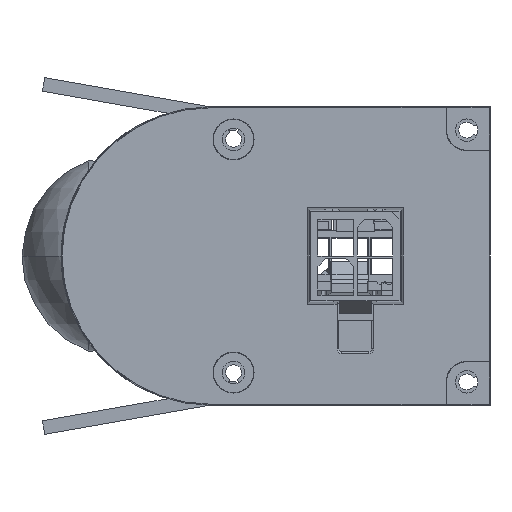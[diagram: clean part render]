
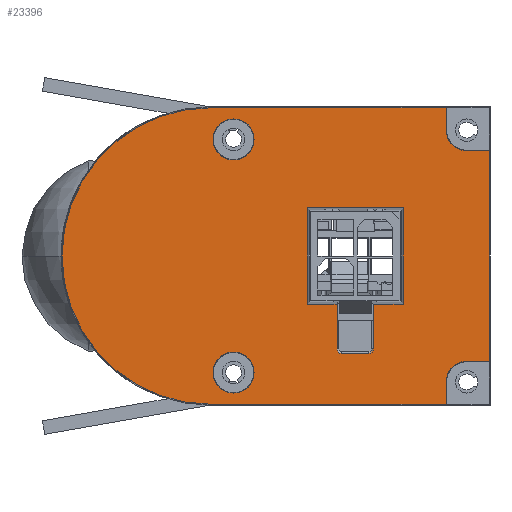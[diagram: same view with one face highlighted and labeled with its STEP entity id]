
A CAD part, left-side view. The second image highlights one B-rep face of the part: STEP entity #23396.
In plain terms, the highlighted face is planar.
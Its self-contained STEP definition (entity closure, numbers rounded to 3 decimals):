
#20851=CARTESIAN_POINT('',(12.5,-2.5,0.));
#20852=DIRECTION('',(0.,0.,1.));
#20853=DIRECTION('',(1.,0.,0.));
#20854=AXIS2_PLACEMENT_3D('',#20851,#20852,#20853);
#20856=CARTESIAN_POINT('',(12.5,-2.5,0.));
#20857=DIRECTION('',(0.,0.,1.));
#20858=DIRECTION('',(-1.,0.,0.));
#20859=AXIS2_PLACEMENT_3D('',#20856,#20857,#20858);
#20861=CARTESIAN_POINT('',(-12.5,-2.5,0.));
#20862=DIRECTION('',(0.,0.,1.));
#20863=DIRECTION('',(1.,0.,0.));
#20864=AXIS2_PLACEMENT_3D('',#20861,#20862,#20863);
#20866=CARTESIAN_POINT('',(-12.5,-2.5,0.));
#20867=DIRECTION('',(0.,0.,1.));
#20868=DIRECTION('',(-1.,0.,0.));
#20869=AXIS2_PLACEMENT_3D('',#20866,#20867,#20868);
#20871=DIRECTION('',(0.,1.,0.));
#20872=VECTOR('',#20871,3.2);
#20873=CARTESIAN_POINT('',(-5.15,-20.7,0.));
#20874=LINE('',#20873,#20872);
#20875=DIRECTION('',(-1.,0.,0.));
#20876=VECTOR('',#20875,10.3);
#20877=CARTESIAN_POINT('',(5.15,-20.7,0.));
#20878=LINE('',#20877,#20876);
#20879=DIRECTION('',(0.,-1.,0.));
#20880=VECTOR('',#20879,10.3);
#20881=CARTESIAN_POINT('',(5.15,-10.4,0.));
#20882=LINE('',#20881,#20880);
#20883=DIRECTION('',(1.,0.,0.));
#20884=VECTOR('',#20883,10.3);
#20885=CARTESIAN_POINT('',(-5.15,-10.4,0.));
#20886=LINE('',#20885,#20884);
#20887=DIRECTION('',(0.,1.,0.));
#20888=VECTOR('',#20887,3.2);
#20889=CARTESIAN_POINT('',(-5.15,-13.6,0.));
#20890=LINE('',#20889,#20888);
#20891=DIRECTION('',(-1.,0.,0.));
#20892=VECTOR('',#20891,4.8);
#20893=CARTESIAN_POINT('',(-5.15,-13.6,0.));
#20894=LINE('',#20893,#20892);
#20895=CARTESIAN_POINT('',(-9.95,-14.1,0.));
#20896=DIRECTION('',(0.,0.,1.));
#20897=DIRECTION('',(0.,1.,0.));
#20898=AXIS2_PLACEMENT_3D('',#20895,#20896,#20897);
#20900=DIRECTION('',(0.,-1.,0.));
#20901=VECTOR('',#20900,2.9);
#20902=CARTESIAN_POINT('',(-10.45,-14.1,0.));
#20903=LINE('',#20902,#20901);
#20904=CARTESIAN_POINT('',(-9.95,-17.,0.));
#20905=DIRECTION('',(0.,0.,1.));
#20906=DIRECTION('',(-1.,0.,0.));
#20907=AXIS2_PLACEMENT_3D('',#20904,#20905,#20906);
#20909=DIRECTION('',(1.,0.,0.));
#20910=VECTOR('',#20909,4.8);
#20911=CARTESIAN_POINT('',(-9.95,-17.5,0.));
#20912=LINE('',#20911,#20910);
#20913=CARTESIAN_POINT('',(0.,0.,0.));
#20914=DIRECTION('',(0.,0.,1.));
#20915=DIRECTION('',(1.,0.,0.));
#20916=AXIS2_PLACEMENT_3D('',#20913,#20914,#20915);
#20918=DIRECTION('',(0.,1.,0.));
#20919=VECTOR('',#20918,25.3);
#20920=CARTESIAN_POINT('',(15.895,-25.3,0.));
#20921=LINE('',#20920,#20919);
#20922=DIRECTION('',(-1.,0.,0.));
#20923=VECTOR('',#20922,2.395);
#20924=CARTESIAN_POINT('',(15.895,-25.3,0.));
#20925=LINE('',#20924,#20923);
#20926=CARTESIAN_POINT('',(13.5,-27.5,0.));
#20927=DIRECTION('',(0.,0.,1.));
#20928=DIRECTION('',(0.,1.,0.));
#20929=AXIS2_PLACEMENT_3D('',#20926,#20927,#20928);
#20931=DIRECTION('',(0.,1.,0.));
#20932=VECTOR('',#20931,2.395);
#20933=CARTESIAN_POINT('',(11.3,-29.895,0.));
#20934=LINE('',#20933,#20932);
#20935=DIRECTION('',(1.,0.,0.));
#20936=VECTOR('',#20935,22.6);
#20937=CARTESIAN_POINT('',(-11.3,-29.895,0.));
#20938=LINE('',#20937,#20936);
#20939=DIRECTION('',(0.,1.,0.));
#20940=VECTOR('',#20939,2.395);
#20941=CARTESIAN_POINT('',(-11.3,-29.895,0.));
#20942=LINE('',#20941,#20940);
#20943=CARTESIAN_POINT('',(-13.5,-27.5,0.));
#20944=DIRECTION('',(0.,0.,1.));
#20945=DIRECTION('',(1.,0.,0.));
#20946=AXIS2_PLACEMENT_3D('',#20943,#20944,#20945);
#20948=DIRECTION('',(1.,0.,0.));
#20949=VECTOR('',#20948,2.395);
#20950=CARTESIAN_POINT('',(-15.895,-25.3,0.));
#20951=LINE('',#20950,#20949);
#20952=DIRECTION('',(0.,1.,0.));
#20953=VECTOR('',#20952,25.3);
#20954=CARTESIAN_POINT('',(-15.895,-25.3,0.));
#20955=LINE('',#20954,#20953);
#22901=CARTESIAN_POINT('',(14.7,-2.5,0.));
#22902=CARTESIAN_POINT('',(10.3,-2.5,0.));
#22903=VERTEX_POINT('',#22901);
#22904=VERTEX_POINT('',#22902);
#22905=CARTESIAN_POINT('',(-10.3,-2.5,0.));
#22906=CARTESIAN_POINT('',(-14.7,-2.5,0.));
#22907=VERTEX_POINT('',#22905);
#22908=VERTEX_POINT('',#22906);
#23033=CARTESIAN_POINT('',(15.895,0.,0.));
#23035=VERTEX_POINT('',#23033);
#23037=CARTESIAN_POINT('',(-15.895,0.,0.));
#23039=VERTEX_POINT('',#23037);
#23044=CARTESIAN_POINT('',(-10.45,-14.1,0.));
#23045=CARTESIAN_POINT('',(-10.45,-17.,0.));
#23046=VERTEX_POINT('',#23044);
#23047=VERTEX_POINT('',#23045);
#23048=CARTESIAN_POINT('',(-9.95,-13.6,0.));
#23049=VERTEX_POINT('',#23048);
#23050=CARTESIAN_POINT('',(-9.95,-17.5,0.));
#23051=VERTEX_POINT('',#23050);
#23093=CARTESIAN_POINT('',(-5.15,-13.6,0.));
#23094=VERTEX_POINT('',#23093);
#23095=CARTESIAN_POINT('',(-5.15,-17.5,0.));
#23096=VERTEX_POINT('',#23095);
#23106=CARTESIAN_POINT('',(5.15,-20.7,0.));
#23108=VERTEX_POINT('',#23106);
#23110=CARTESIAN_POINT('',(-5.15,-20.7,0.));
#23112=VERTEX_POINT('',#23110);
#23113=CARTESIAN_POINT('',(5.15,-10.4,0.));
#23115=VERTEX_POINT('',#23113);
#23118=CARTESIAN_POINT('',(-5.15,-10.4,0.));
#23120=VERTEX_POINT('',#23118);
#23198=CARTESIAN_POINT('',(13.5,-25.3,0.));
#23199=CARTESIAN_POINT('',(11.3,-27.5,0.));
#23200=VERTEX_POINT('',#23198);
#23201=VERTEX_POINT('',#23199);
#23202=CARTESIAN_POINT('',(-11.3,-27.5,0.));
#23203=CARTESIAN_POINT('',(-13.5,-25.3,0.));
#23204=VERTEX_POINT('',#23202);
#23205=VERTEX_POINT('',#23203);
#23206=CARTESIAN_POINT('',(15.895,-25.3,0.));
#23207=VERTEX_POINT('',#23206);
#23208=CARTESIAN_POINT('',(11.3,-29.895,0.));
#23209=VERTEX_POINT('',#23208);
#23210=CARTESIAN_POINT('',(-11.3,-29.895,0.));
#23211=VERTEX_POINT('',#23210);
#23212=CARTESIAN_POINT('',(-15.895,-25.3,0.));
#23213=VERTEX_POINT('',#23212);
#23335=CARTESIAN_POINT('',(0.,0.,0.));
#23336=DIRECTION('',(0.,0.,1.));
#23337=DIRECTION('',(1.,0.,0.));
#23338=AXIS2_PLACEMENT_3D('',#23335,#23336,#23337);
#23339=PLANE('',#23338);
#23341=ORIENTED_EDGE('',*,*,#23340,.F.);
#23343=ORIENTED_EDGE('',*,*,#23342,.F.);
#23345=ORIENTED_EDGE('',*,*,#23344,.T.);
#23347=ORIENTED_EDGE('',*,*,#23346,.T.);
#23349=ORIENTED_EDGE('',*,*,#23348,.F.);
#23351=ORIENTED_EDGE('',*,*,#23350,.F.);
#23353=ORIENTED_EDGE('',*,*,#23352,.T.);
#23355=ORIENTED_EDGE('',*,*,#23354,.T.);
#23357=ORIENTED_EDGE('',*,*,#23356,.F.);
#23359=ORIENTED_EDGE('',*,*,#23358,.T.);
#23360=EDGE_LOOP('',(#23341,#23343,#23345,#23347,#23349,#23351,#23353,#23355,
#23357,#23359));
#23361=FACE_OUTER_BOUND('',#23360,.F.);
#23363=ORIENTED_EDGE('',*,*,#23362,.T.);
#23365=ORIENTED_EDGE('',*,*,#23364,.T.);
#23366=EDGE_LOOP('',(#23363,#23365));
#23367=FACE_BOUND('',#23366,.F.);
#23369=ORIENTED_EDGE('',*,*,#23368,.F.);
#23371=ORIENTED_EDGE('',*,*,#23370,.F.);
#23373=ORIENTED_EDGE('',*,*,#23372,.F.);
#23375=ORIENTED_EDGE('',*,*,#23374,.F.);
#23377=ORIENTED_EDGE('',*,*,#23376,.F.);
#23379=ORIENTED_EDGE('',*,*,#23378,.T.);
#23381=ORIENTED_EDGE('',*,*,#23380,.T.);
#23383=ORIENTED_EDGE('',*,*,#23382,.T.);
#23385=ORIENTED_EDGE('',*,*,#23384,.T.);
#23387=ORIENTED_EDGE('',*,*,#23386,.T.);
#23388=EDGE_LOOP('',(#23369,#23371,#23373,#23375,#23377,#23379,#23381,#23383,
#23385,#23387));
#23389=FACE_BOUND('',#23388,.F.);
#23391=ORIENTED_EDGE('',*,*,#23390,.T.);
#23393=ORIENTED_EDGE('',*,*,#23392,.T.);
#23394=EDGE_LOOP('',(#23391,#23393));
#23395=FACE_BOUND('',#23394,.F.);
#23396=ADVANCED_FACE('',(#23361,#23367,#23389,#23395),#23339,.T.);
#20855=CIRCLE('',#20854,2.2);
#20860=CIRCLE('',#20859,2.2);
#20865=CIRCLE('',#20864,2.2);
#20870=CIRCLE('',#20869,2.2);
#20899=CIRCLE('',#20898,0.5);
#20908=CIRCLE('',#20907,0.5);
#20917=CIRCLE('',#20916,15.895);
#20930=CIRCLE('',#20929,2.2);
#20947=CIRCLE('',#20946,2.2);
#23340=EDGE_CURVE('',#23035,#23039,#20917,.T.);
#23342=EDGE_CURVE('',#23207,#23035,#20921,.T.);
#23344=EDGE_CURVE('',#23207,#23200,#20925,.T.);
#23346=EDGE_CURVE('',#23200,#23201,#20930,.T.);
#23348=EDGE_CURVE('',#23209,#23201,#20934,.T.);
#23350=EDGE_CURVE('',#23211,#23209,#20938,.T.);
#23352=EDGE_CURVE('',#23211,#23204,#20942,.T.);
#23354=EDGE_CURVE('',#23204,#23205,#20947,.T.);
#23356=EDGE_CURVE('',#23213,#23205,#20951,.T.);
#23358=EDGE_CURVE('',#23213,#23039,#20955,.T.);
#23362=EDGE_CURVE('',#22907,#22908,#20865,.T.);
#23364=EDGE_CURVE('',#22908,#22907,#20870,.T.);
#23368=EDGE_CURVE('',#23112,#23096,#20874,.T.);
#23370=EDGE_CURVE('',#23108,#23112,#20878,.T.);
#23372=EDGE_CURVE('',#23115,#23108,#20882,.T.);
#23374=EDGE_CURVE('',#23120,#23115,#20886,.T.);
#23376=EDGE_CURVE('',#23094,#23120,#20890,.T.);
#23378=EDGE_CURVE('',#23094,#23049,#20894,.T.);
#23380=EDGE_CURVE('',#23049,#23046,#20899,.T.);
#23382=EDGE_CURVE('',#23046,#23047,#20903,.T.);
#23384=EDGE_CURVE('',#23047,#23051,#20908,.T.);
#23386=EDGE_CURVE('',#23051,#23096,#20912,.T.);
#23390=EDGE_CURVE('',#22903,#22904,#20855,.T.);
#23392=EDGE_CURVE('',#22904,#22903,#20860,.T.);
